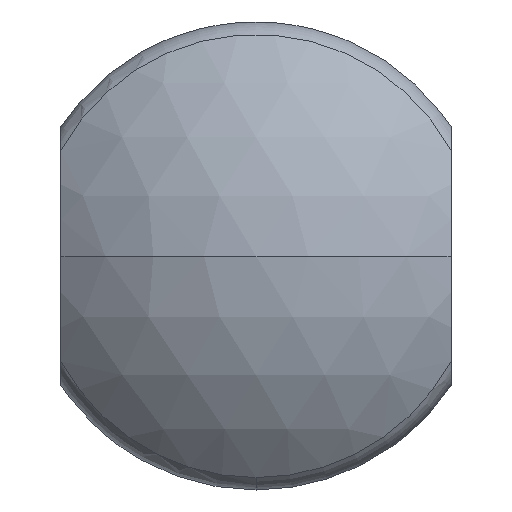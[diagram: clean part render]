
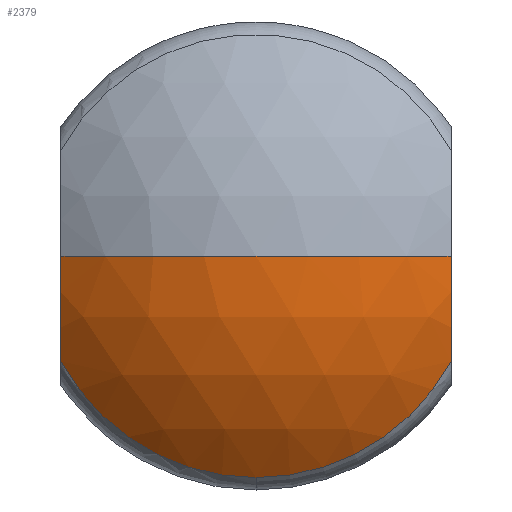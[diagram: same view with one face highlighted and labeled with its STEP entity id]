
A CAD part, front view. The second image highlights one B-rep face of the part: STEP entity #2379.
In plain terms, the highlighted spherical face has radius 25 mm.
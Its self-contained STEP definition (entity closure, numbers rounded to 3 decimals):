
#3 = DIRECTION ( 'NONE',  ( 0., 0., 1. ) ) ;
#145 = DIRECTION ( 'NONE',  ( 0., 0., -1. ) ) ;
#221 = CIRCLE ( 'NONE', #1395, 17.045 ) ;
#542 = VERTEX_POINT ( 'NONE', #3021 ) ;
#684 = ORIENTED_EDGE ( 'NONE', *, *, #2402, .T. ) ;
#693 = AXIS2_PLACEMENT_3D ( 'NONE', #3711, #2125, #896 ) ;
#749 = AXIS2_PLACEMENT_3D ( 'NONE', #3401, #3715, #3 ) ;
#862 = CARTESIAN_POINT ( 'NONE',  ( 0., -85., 0. ) ) ;
#896 = DIRECTION ( 'NONE',  ( -1., 0., 0. ) ) ;
#938 = CIRCLE ( 'NONE', #2431, 17.045 ) ;
#1105 = DIRECTION ( 'NONE',  ( 0., -1., 0. ) ) ;
#1159 = SPHERICAL_SURFACE ( 'NONE', #1733, 25. ) ;
#1239 = CARTESIAN_POINT ( 'NONE',  ( 0., -85., 0. ) ) ;
#1250 = DIRECTION ( 'NONE',  ( 0., 0., -1. ) ) ;
#1395 = AXIS2_PLACEMENT_3D ( 'NONE', #1657, #1105, #145 ) ;
#1457 = ORIENTED_EDGE ( 'NONE', *, *, #3807, .F. ) ;
#1500 = CARTESIAN_POINT ( 'NONE',  ( 0., -103.288, -17.045 ) ) ;
#1657 = CARTESIAN_POINT ( 'NONE',  ( 0., -103.288, 0. ) ) ;
#1690 = EDGE_CURVE ( 'Defeature ausgef�hrt1_1+Defeature ausgef�hrt1_4+Defeature ausgef�hrt1_6+Defeature ausgef�hrt1_5', #3776, #1890, #221, .T. ) ;
#1727 = EDGE_CURVE ( 'Defeature ausgef�hrt1_6+Defeature ausgef�hrt1_1+Defeature ausgef�hrt1_4+Defeature ausgef�hrt1_0', #3776, #542, #1902, .T. ) ;
#1733 = AXIS2_PLACEMENT_3D ( 'NONE', #1239, #2167, #3424 ) ;
#1779 = ORIENTED_EDGE ( 'NONE', *, *, #2418, .T. ) ;
#1854 = AXIS2_PLACEMENT_3D ( 'NONE', #2670, #2932, #2653 ) ;
#1890 = VERTEX_POINT ( 'NONE', #1500 ) ;
#1902 = CIRCLE ( 'NONE', #1854, 20. ) ;
#2021 = AXIS2_PLACEMENT_3D ( 'NONE', #862, #2043, #2097 ) ;
#2043 = DIRECTION ( 'NONE',  ( 0., 0., 1. ) ) ;
#2097 = DIRECTION ( 'NONE',  ( 1., 0., 0. ) ) ;
#2125 = DIRECTION ( 'NONE',  ( 0., 0., -1. ) ) ;
#2127 = VERTEX_POINT ( 'NONE', #3180 ) ;
#2167 = DIRECTION ( 'NONE',  ( 0., 0., -1. ) ) ;
#2379 = ADVANCED_FACE ( 'Defeature ausgef�hrt1_1', ( #3281 ), #1159, .T. ) ;
#2402 = EDGE_CURVE ( 'NONE', #3232, #2483, #3122, .T. ) ;
#2418 = EDGE_CURVE ( 'Defeature ausgef�hrt1_1+Defeature ausgef�hrt1_4+Defeature ausgef�hrt1_6+Defeature ausgef�hrt1_5', #1890, #2127, #938, .T. ) ;
#2431 = AXIS2_PLACEMENT_3D ( 'NONE', #3104, #2764, #1250 ) ;
#2483 = VERTEX_POINT ( 'NONE', #3789 ) ;
#2605 = CIRCLE ( 'NONE', #749, 20. ) ;
#2653 = DIRECTION ( 'NONE',  ( 0., 0., -1. ) ) ;
#2670 = CARTESIAN_POINT ( 'NONE',  ( -15., -85., 0. ) ) ;
#2705 = EDGE_LOOP ( 'NONE', ( #3979, #684, #1457, #3355, #3654, #1779 ) ) ;
#2764 = DIRECTION ( 'NONE',  ( 0., -1., 0. ) ) ;
#2932 = DIRECTION ( 'NONE',  ( -1., 0., 0. ) ) ;
#2946 = EDGE_CURVE ( 'Defeature ausgef�hrt1_5+Defeature ausgef�hrt1_1+Defeature ausgef�hrt1_0+Defeature ausgef�hrt1_4', #3232, #2127, #2605, .T. ) ;
#3021 = CARTESIAN_POINT ( 'NONE',  ( -15., -105., 0. ) ) ;
#3104 = CARTESIAN_POINT ( 'NONE',  ( 0., -103.288, 0. ) ) ;
#3122 = CIRCLE ( 'NONE', #693, 25. ) ;
#3180 = CARTESIAN_POINT ( 'NONE',  ( 15., -103.288, -8.096 ) ) ;
#3232 = VERTEX_POINT ( 'NONE', #3284 ) ;
#3281 = FACE_OUTER_BOUND ( 'NONE', #2705, .T. ) ;
#3284 = CARTESIAN_POINT ( 'NONE',  ( 15., -105., 0. ) ) ;
#3355 = ORIENTED_EDGE ( 'NONE', *, *, #1727, .F. ) ;
#3401 = CARTESIAN_POINT ( 'NONE',  ( 15., -85., 0. ) ) ;
#3424 = DIRECTION ( 'NONE',  ( -1., 0., 0. ) ) ;
#3635 = CARTESIAN_POINT ( 'NONE',  ( -15., -103.288, -8.096 ) ) ;
#3654 = ORIENTED_EDGE ( 'NONE', *, *, #1690, .T. ) ;
#3711 = CARTESIAN_POINT ( 'NONE',  ( 0., -85., 0. ) ) ;
#3715 = DIRECTION ( 'NONE',  ( 1., 0., 0. ) ) ;
#3729 = CIRCLE ( 'NONE', #2021, 25. ) ;
#3776 = VERTEX_POINT ( 'NONE', #3635 ) ;
#3789 = CARTESIAN_POINT ( 'NONE',  ( 0., -110., 0. ) ) ;
#3807 = EDGE_CURVE ( 'NONE', #542, #2483, #3729, .T. ) ;
#3979 = ORIENTED_EDGE ( 'NONE', *, *, #2946, .F. ) ;
